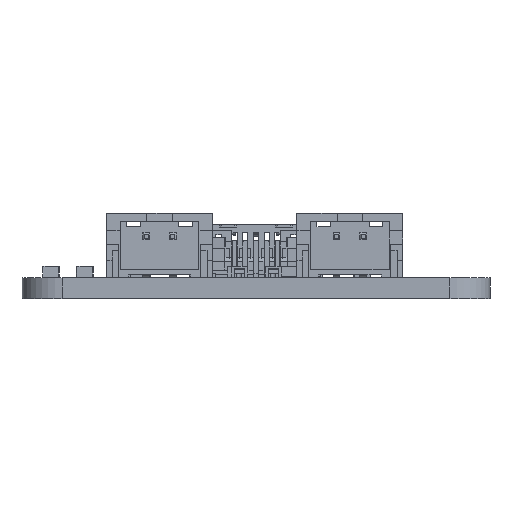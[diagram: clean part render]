
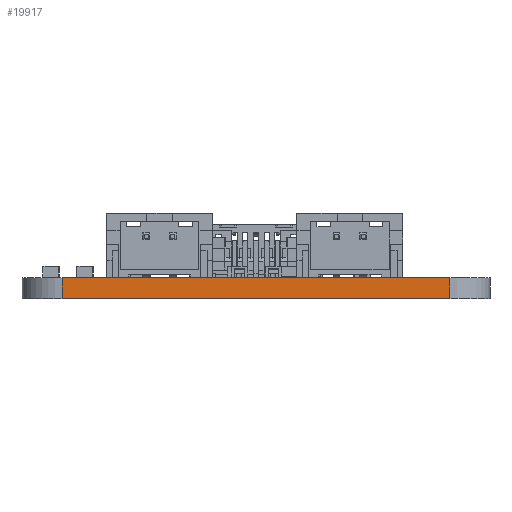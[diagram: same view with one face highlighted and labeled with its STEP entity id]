
A CAD part, front view. The second image highlights one B-rep face of the part: STEP entity #19917.
In plain terms, the highlighted planar face has unit normal (0, -1, 0).
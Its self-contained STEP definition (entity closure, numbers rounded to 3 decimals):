
#377=PLANE('',#21281);
#1186=FACE_OUTER_BOUND('',#2335,.T.);
#2335=EDGE_LOOP('',(#13734,#13735,#13736,#13737));
#3579=LINE('',#28952,#5907);
#3580=LINE('',#28955,#5908);
#3581=LINE('',#28957,#5909);
#3582=LINE('',#28958,#5910);
#5907=VECTOR('',#23182,10.);
#5908=VECTOR('',#23185,10.);
#5909=VECTOR('',#23186,10.);
#5910=VECTOR('',#23187,10.);
#8840=VERTEX_POINT('',#28948);
#8841=VERTEX_POINT('',#28950);
#8842=VERTEX_POINT('',#28954);
#8843=VERTEX_POINT('',#28956);
#10741=EDGE_CURVE('',#8840,#8841,#3579,.T.);
#10742=EDGE_CURVE('',#8840,#8842,#3580,.T.);
#10743=EDGE_CURVE('',#8843,#8841,#3581,.T.);
#10744=EDGE_CURVE('',#8842,#8843,#3582,.T.);
#13734=ORIENTED_EDGE('',*,*,#10742,.F.);
#13735=ORIENTED_EDGE('',*,*,#10741,.T.);
#13736=ORIENTED_EDGE('',*,*,#10743,.F.);
#13737=ORIENTED_EDGE('',*,*,#10744,.F.);
#19917=ADVANCED_FACE('',(#1186),#377,.T.);
#21281=AXIS2_PLACEMENT_3D('',#28953,#23183,#23184);
#23182=DIRECTION('',(0.,0.,1.));
#23183=DIRECTION('center_axis',(0.,-1.,0.));
#23184=DIRECTION('ref_axis',(1.,0.,0.));
#23185=DIRECTION('',(-1.,0.,0.));
#23186=DIRECTION('',(1.,0.,0.));
#23187=DIRECTION('',(0.,0.,1.));
#28948=CARTESIAN_POINT('',(32.,0.,0.));
#28950=CARTESIAN_POINT('',(32.,0.,1.57));
#28952=CARTESIAN_POINT('',(32.,0.,0.));
#28953=CARTESIAN_POINT('Origin',(3.,0.,0.));
#28954=CARTESIAN_POINT('',(3.,0.,0.));
#28955=CARTESIAN_POINT('',(32.,0.,0.));
#28956=CARTESIAN_POINT('',(3.,0.,1.57));
#28957=CARTESIAN_POINT('',(32.,0.,1.57));
#28958=CARTESIAN_POINT('',(3.,0.,0.));
